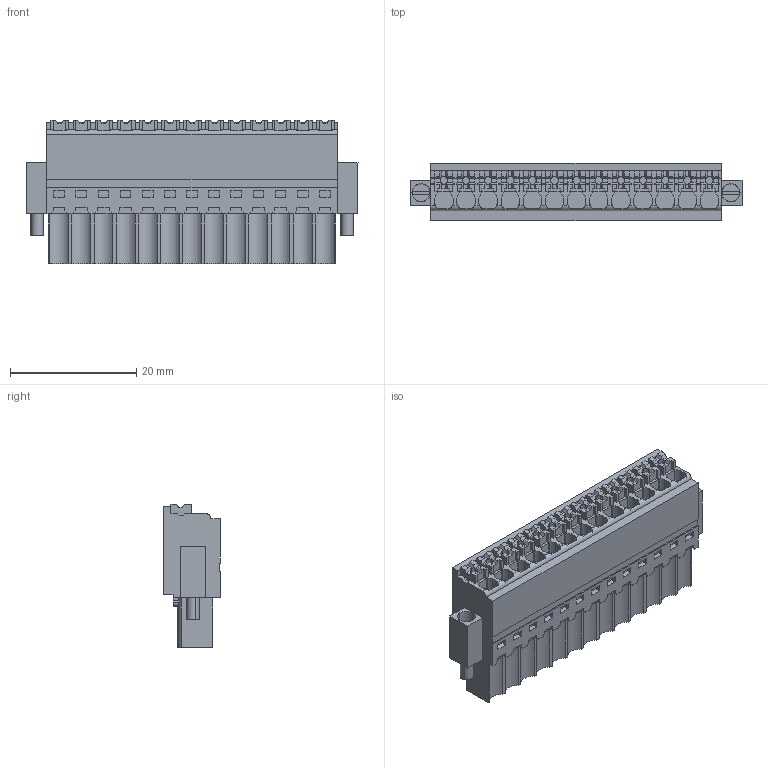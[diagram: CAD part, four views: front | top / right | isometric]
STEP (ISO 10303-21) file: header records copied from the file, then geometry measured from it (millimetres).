
FILE_DESCRIPTION(('CATIA V5R24 STEP','CAx-IF Rec.Pracs.--- Model Styling and Organization---1.2---2011-12-15'),'2;1');
FILE_NAME ('D1462550_0', '2018-01-11T12:10:23+00:00', ('Weidmueller Interface'), ('Weidmueller'), 'CATIA Version 5-6 Release 2014 SP4 HF52', 'CATIA V5 STEP AP214', 'none');
FILE_SCHEMA(('AUTOMOTIVE_DESIGN { 1 0 10303 214 1 1 1 1 }'));
Length unit declared in the file: millimetre
Products named in the file (1): 2459500000
Bounding box: 52.5 x 9 x 22.7 mm (x, y, z)
Volume: 6832.8 mm3; surface area: 5835.3 mm2
Topology: 16 solids, 16 shells, 1292 faces, 3876 edges, 2648 vertices
Faces by surface type: plane 1141, cylinder 151
Entity records: 42330 total; most frequent: CARTESIAN_POINT 8323, ORIENTED_EDGE 7752, DIRECTION 5249, EDGE_CURVE 3876, VECTOR 3280, LINE 3280, VERTEX_POINT 2648, EDGE_LOOP 1354
